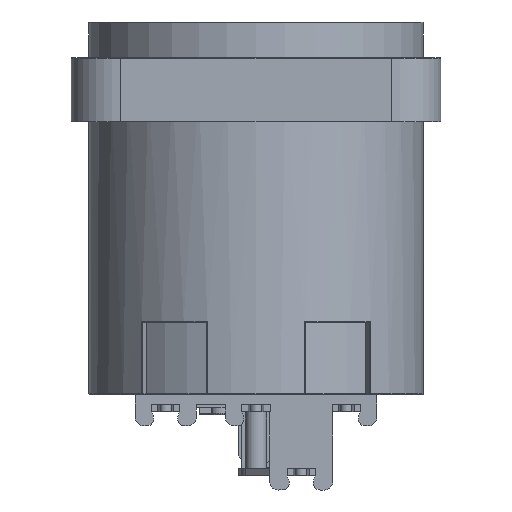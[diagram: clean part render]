
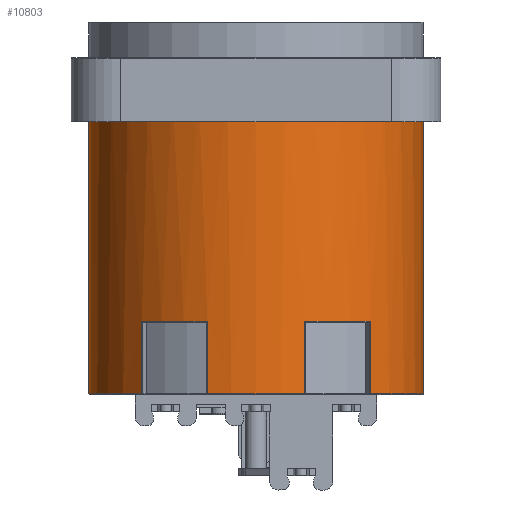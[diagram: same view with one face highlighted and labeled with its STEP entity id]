
A CAD part, front view. The second image highlights one B-rep face of the part: STEP entity #10803.
In plain terms, the highlighted cylindrical face has radius 11.75 mm (diameter 23.5 mm), a full revolution.
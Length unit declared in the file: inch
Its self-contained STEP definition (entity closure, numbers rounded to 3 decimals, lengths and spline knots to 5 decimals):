
#44=FACE_BOUND('',#3644,.T.);
#127=CIRCLE('',#11245,0.4626);
#130=CIRCLE('',#11249,0.4626);
#132=CIRCLE('',#11252,0.4626);
#133=CIRCLE('',#11253,0.4626);
#134=CIRCLE('',#11254,0.4626);
#135=CIRCLE('',#11255,0.4626);
#136=CIRCLE('',#11256,0.4626);
#137=CIRCLE('',#11257,0.4626);
#138=CIRCLE('',#11258,0.4626);
#139=CIRCLE('',#11259,0.4626);
#426=CYLINDRICAL_SURFACE('',#11251,0.4626);
#619=LINE('',#14967,#1974);
#620=LINE('',#14971,#1975);
#621=LINE('',#14975,#1976);
#622=LINE('',#14978,#1977);
#623=LINE('',#14979,#1978);
#624=LINE('',#14981,#1979);
#625=LINE('',#14987,#1980);
#626=LINE('',#14991,#1981);
#627=LINE('',#14995,#1982);
#628=LINE('',#14998,#1983);
#1974=VECTOR('',#12126,0.20079);
#1975=VECTOR('',#12129,0.20079);
#1976=VECTOR('',#12132,0.20079);
#1977=VECTOR('',#12135,0.20079);
#1978=VECTOR('',#12136,0.20079);
#1979=VECTOR('',#12137,0.20079);
#1980=VECTOR('',#12142,0.09843);
#1981=VECTOR('',#12145,0.09843);
#1982=VECTOR('',#12148,0.09843);
#1983=VECTOR('',#12151,0.09843);
#3258=FACE_OUTER_BOUND('',#3643,.T.);
#3643=EDGE_LOOP('',(#7735,#7736,#7737,#7738,#7739,#7740,#7741,#7742,#7743,
#7744,#7745,#7746));
#3644=EDGE_LOOP('',(#7747,#7748,#7749,#7750,#7751,#7752,#7753,#7754));
#4326=VERTEX_POINT('',#14921);
#4328=VERTEX_POINT('',#14924);
#4330=VERTEX_POINT('',#14930);
#4331=VERTEX_POINT('',#14931);
#4334=VERTEX_POINT('',#14965);
#4335=VERTEX_POINT('',#14966);
#4336=VERTEX_POINT('',#14968);
#4337=VERTEX_POINT('',#14970);
#4338=VERTEX_POINT('',#14972);
#4339=VERTEX_POINT('',#14974);
#4340=VERTEX_POINT('',#14976);
#4341=VERTEX_POINT('',#14980);
#4342=VERTEX_POINT('',#14983);
#4343=VERTEX_POINT('',#14984);
#4344=VERTEX_POINT('',#14986);
#4345=VERTEX_POINT('',#14988);
#4346=VERTEX_POINT('',#14990);
#4347=VERTEX_POINT('',#14992);
#4348=VERTEX_POINT('',#14994);
#4349=VERTEX_POINT('',#14996);
#5828=EDGE_CURVE('',#4326,#4328,#127,.T.);
#5831=EDGE_CURVE('',#4330,#4331,#130,.T.);
#5835=EDGE_CURVE('',#4334,#4335,#619,.T.);
#5836=EDGE_CURVE('',#4336,#4334,#132,.T.);
#5837=EDGE_CURVE('',#4337,#4336,#620,.T.);
#5838=EDGE_CURVE('',#4338,#4337,#133,.T.);
#5839=EDGE_CURVE('',#4339,#4338,#621,.T.);
#5840=EDGE_CURVE('',#4340,#4339,#134,.T.);
#5841=EDGE_CURVE('',#4331,#4340,#622,.T.);
#5842=EDGE_CURVE('',#4328,#4330,#623,.T.);
#5843=EDGE_CURVE('',#4341,#4326,#624,.T.);
#5844=EDGE_CURVE('',#4335,#4341,#135,.T.);
#5845=EDGE_CURVE('',#4342,#4343,#136,.T.);
#5846=EDGE_CURVE('',#4343,#4344,#625,.T.);
#5847=EDGE_CURVE('',#4345,#4344,#137,.T.);
#5848=EDGE_CURVE('',#4346,#4345,#626,.T.);
#5849=EDGE_CURVE('',#4346,#4347,#138,.T.);
#5850=EDGE_CURVE('',#4347,#4348,#627,.T.);
#5851=EDGE_CURVE('',#4349,#4348,#139,.T.);
#5852=EDGE_CURVE('',#4342,#4349,#628,.T.);
#7735=ORIENTED_EDGE('',*,*,#5835,.F.);
#7736=ORIENTED_EDGE('',*,*,#5836,.F.);
#7737=ORIENTED_EDGE('',*,*,#5837,.F.);
#7738=ORIENTED_EDGE('',*,*,#5838,.F.);
#7739=ORIENTED_EDGE('',*,*,#5839,.F.);
#7740=ORIENTED_EDGE('',*,*,#5840,.F.);
#7741=ORIENTED_EDGE('',*,*,#5841,.F.);
#7742=ORIENTED_EDGE('',*,*,#5831,.F.);
#7743=ORIENTED_EDGE('',*,*,#5842,.F.);
#7744=ORIENTED_EDGE('',*,*,#5828,.F.);
#7745=ORIENTED_EDGE('',*,*,#5843,.F.);
#7746=ORIENTED_EDGE('',*,*,#5844,.F.);
#7747=ORIENTED_EDGE('',*,*,#5845,.T.);
#7748=ORIENTED_EDGE('',*,*,#5846,.T.);
#7749=ORIENTED_EDGE('',*,*,#5847,.F.);
#7750=ORIENTED_EDGE('',*,*,#5848,.F.);
#7751=ORIENTED_EDGE('',*,*,#5849,.T.);
#7752=ORIENTED_EDGE('',*,*,#5850,.T.);
#7753=ORIENTED_EDGE('',*,*,#5851,.F.);
#7754=ORIENTED_EDGE('',*,*,#5852,.F.);
#10803=ADVANCED_FACE('',(#3258,#44),#426,.T.);
#11245=AXIS2_PLACEMENT_3D('',#14925,#12112,#12113);
#11249=AXIS2_PLACEMENT_3D('',#14932,#12120,#12121);
#11251=AXIS2_PLACEMENT_3D('',#14964,#12124,#12125);
#11252=AXIS2_PLACEMENT_3D('',#14969,#12127,#12128);
#11253=AXIS2_PLACEMENT_3D('',#14973,#12130,#12131);
#11254=AXIS2_PLACEMENT_3D('',#14977,#12133,#12134);
#11255=AXIS2_PLACEMENT_3D('',#14982,#12138,#12139);
#11256=AXIS2_PLACEMENT_3D('',#14985,#12140,#12141);
#11257=AXIS2_PLACEMENT_3D('',#14989,#12143,#12144);
#11258=AXIS2_PLACEMENT_3D('',#14993,#12146,#12147);
#11259=AXIS2_PLACEMENT_3D('',#14997,#12149,#12150);
#12112=DIRECTION('center_axis',(0.,0.,-1.));
#12113=DIRECTION('ref_axis',(0.966,0.259,0.));
#12120=DIRECTION('center_axis',(0.,0.,-1.));
#12121=DIRECTION('ref_axis',(0.5,-0.866,0.));
#12124=DIRECTION('center_axis',(0.,0.,1.));
#12125=DIRECTION('ref_axis',(1.,0.,0.));
#12126=DIRECTION('',(0.,0.,1.));
#12127=DIRECTION('center_axis',(0.,0.,-1.));
#12128=DIRECTION('ref_axis',(-0.966,0.259,0.));
#12129=DIRECTION('',(0.,0.,-1.));
#12130=DIRECTION('center_axis',(0.,0.,-1.));
#12131=DIRECTION('ref_axis',(-0.5,-0.866,0.));
#12132=DIRECTION('',(0.,0.,1.));
#12133=DIRECTION('center_axis',(0.,0.,-1.));
#12134=DIRECTION('ref_axis',(0.,-1.,0.));
#12135=DIRECTION('',(0.,0.,-1.));
#12136=DIRECTION('',(0.,0.,1.));
#12137=DIRECTION('',(0.,0.,-1.));
#12138=DIRECTION('center_axis',(0.,0.,-1.));
#12139=DIRECTION('ref_axis',(0.,1.,0.));
#12140=DIRECTION('center_axis',(0.,0.,-1.));
#12141=DIRECTION('ref_axis',(1.,0.,0.));
#12142=DIRECTION('',(0.,0.,1.));
#12143=DIRECTION('center_axis',(0.,0.,1.));
#12144=DIRECTION('ref_axis',(1.,0.,0.));
#12145=DIRECTION('',(0.,0.,1.));
#12146=DIRECTION('center_axis',(0.,0.,-1.));
#12147=DIRECTION('ref_axis',(1.,0.,0.));
#12148=DIRECTION('',(0.,0.,1.));
#12149=DIRECTION('center_axis',(0.,0.,1.));
#12150=DIRECTION('ref_axis',(1.,0.,0.));
#12151=DIRECTION('',(0.,0.,1.));
#14921=CARTESIAN_POINT('',(0.10478,0.45058,0.00197));
#14924=CARTESIAN_POINT('',(0.31603,-0.33782,0.00197));
#14925=CARTESIAN_POINT('Origin',(0.,0.,0.00197));
#14930=CARTESIAN_POINT('',(0.31603,-0.33782,0.20276));
#14931=CARTESIAN_POINT('',(0.13455,-0.4426,0.20276));
#14932=CARTESIAN_POINT('Origin',(0.,0.,0.20276));
#14964=CARTESIAN_POINT('Origin',(0.,0.,0.));
#14965=CARTESIAN_POINT('',(-0.10478,0.45058,0.00197));
#14966=CARTESIAN_POINT('',(-0.10478,0.45058,0.20276));
#14967=CARTESIAN_POINT('',(-0.10478,0.45058,0.));
#14968=CARTESIAN_POINT('',(-0.31603,-0.33782,0.00197));
#14969=CARTESIAN_POINT('Origin',(0.,0.,0.00197));
#14970=CARTESIAN_POINT('',(-0.31603,-0.33782,0.20276));
#14971=CARTESIAN_POINT('',(-0.31603,-0.33782,0.));
#14972=CARTESIAN_POINT('',(-0.13455,-0.4426,0.20276));
#14973=CARTESIAN_POINT('Origin',(0.,0.,0.20276));
#14974=CARTESIAN_POINT('',(-0.13455,-0.4426,0.00197));
#14975=CARTESIAN_POINT('',(-0.13455,-0.4426,0.));
#14976=CARTESIAN_POINT('',(0.13455,-0.4426,0.00197));
#14977=CARTESIAN_POINT('Origin',(0.,0.,0.00197));
#14978=CARTESIAN_POINT('',(0.13455,-0.4426,0.));
#14979=CARTESIAN_POINT('',(0.31603,-0.33782,0.));
#14980=CARTESIAN_POINT('',(0.10478,0.45058,0.20276));
#14981=CARTESIAN_POINT('',(0.10478,0.45058,0.));
#14982=CARTESIAN_POINT('Origin',(0.,0.,0.20276));
#14983=CARTESIAN_POINT('',(-0.43497,-0.15748,0.75591));
#14984=CARTESIAN_POINT('',(-0.43497,0.15748,0.75591));
#14985=CARTESIAN_POINT('Origin',(0.,0.,0.75591));
#14986=CARTESIAN_POINT('',(-0.43497,0.15748,0.85433));
#14987=CARTESIAN_POINT('',(-0.43497,0.15748,0.75591));
#14988=CARTESIAN_POINT('',(0.43497,0.15748,0.85433));
#14989=CARTESIAN_POINT('Origin',(0.,0.,0.85433));
#14990=CARTESIAN_POINT('',(0.43497,0.15748,0.75591));
#14991=CARTESIAN_POINT('',(0.43497,0.15748,0.75591));
#14992=CARTESIAN_POINT('',(0.43497,-0.15748,0.75591));
#14993=CARTESIAN_POINT('Origin',(0.,0.,0.75591));
#14994=CARTESIAN_POINT('',(0.43497,-0.15748,0.85433));
#14995=CARTESIAN_POINT('',(0.43497,-0.15748,0.75591));
#14996=CARTESIAN_POINT('',(-0.43497,-0.15748,0.85433));
#14997=CARTESIAN_POINT('Origin',(0.,0.,0.85433));
#14998=CARTESIAN_POINT('',(-0.43497,-0.15748,0.75591));
